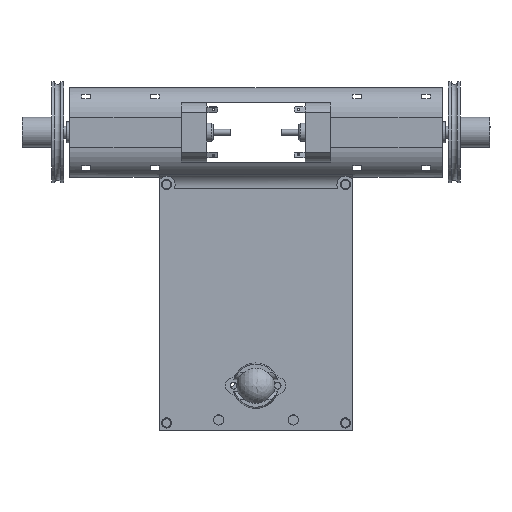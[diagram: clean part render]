
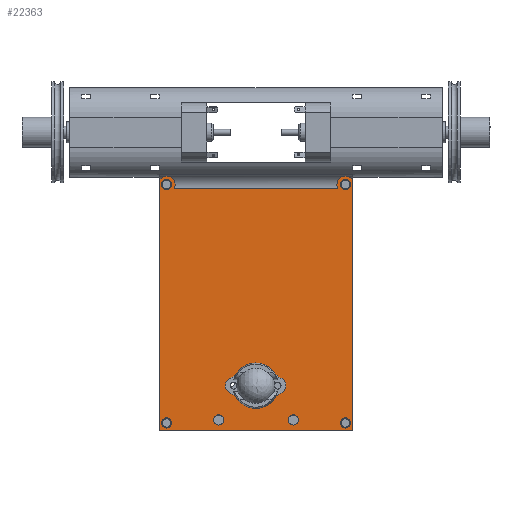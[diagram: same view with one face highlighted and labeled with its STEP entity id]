
A CAD part, front view. The second image highlights one B-rep face of the part: STEP entity #22363.
In plain terms, the highlighted planar face has unit normal (0, -1, 0).
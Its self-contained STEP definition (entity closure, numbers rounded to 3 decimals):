
#378=FACE_BOUND('',#7812,.T.);
#379=FACE_BOUND('',#7813,.T.);
#380=FACE_BOUND('',#7814,.T.);
#381=FACE_BOUND('',#7815,.T.);
#382=FACE_BOUND('',#7816,.T.);
#383=FACE_BOUND('',#7817,.T.);
#384=FACE_BOUND('',#7818,.T.);
#385=FACE_BOUND('',#7819,.T.);
#801=PLANE('',#23634);
#2008=LINE('',#36142,#4376);
#2012=LINE('',#36153,#4380);
#2014=LINE('',#36159,#4382);
#2022=LINE('',#36192,#4390);
#4376=VECTOR('',#25811,10.);
#4380=VECTOR('',#25821,10.);
#4382=VECTOR('',#25827,10.);
#4390=VECTOR('',#25863,10.);
#6590=FACE_OUTER_BOUND('',#7811,.T.);
#7811=EDGE_LOOP('',(#16846,#16847,#16848,#16849,#16850,#16851));
#7812=EDGE_LOOP('',(#16852));
#7813=EDGE_LOOP('',(#16853));
#7814=EDGE_LOOP('',(#16854));
#7815=EDGE_LOOP('',(#16855));
#7816=EDGE_LOOP('',(#16856));
#7817=EDGE_LOOP('',(#16857));
#7818=EDGE_LOOP('',(#16858));
#7819=EDGE_LOOP('',(#16859));
#9468=CIRCLE('',#23612,2.85);
#9469=CIRCLE('',#23614,2.85);
#9474=CIRCLE('',#23623,1.7);
#9476=CIRCLE('',#23626,1.7);
#9478=CIRCLE('',#23629,1.7);
#9480=CIRCLE('',#23632,1.7);
#9482=CIRCLE('',#23635,1.4);
#9483=CIRCLE('',#23636,1.7);
#9484=CIRCLE('',#23637,1.4);
#9485=CIRCLE('',#23638,1.7);
#10229=VERTEX_POINT('',#36082);
#10230=VERTEX_POINT('',#36107);
#10231=VERTEX_POINT('',#36111);
#10233=VERTEX_POINT('',#36137);
#10234=VERTEX_POINT('',#36141);
#10240=VERTEX_POINT('',#36158);
#10244=VERTEX_POINT('',#36168);
#10246=VERTEX_POINT('',#36174);
#10248=VERTEX_POINT('',#36180);
#10250=VERTEX_POINT('',#36186);
#10252=VERTEX_POINT('',#36193);
#10253=VERTEX_POINT('',#36195);
#10254=VERTEX_POINT('',#36197);
#10255=VERTEX_POINT('',#36199);
#12668=EDGE_CURVE('',#10230,#10229,#9468,.T.);
#12670=EDGE_CURVE('',#10231,#10233,#9469,.T.);
#12672=EDGE_CURVE('',#10234,#10230,#2008,.T.);
#12678=EDGE_CURVE('',#10229,#10231,#2012,.T.);
#12681=EDGE_CURVE('',#10240,#10233,#2014,.T.);
#12686=EDGE_CURVE('',#10244,#10244,#9474,.T.);
#12689=EDGE_CURVE('',#10246,#10246,#9476,.T.);
#12692=EDGE_CURVE('',#10248,#10248,#9478,.T.);
#12695=EDGE_CURVE('',#10250,#10250,#9480,.T.);
#12698=EDGE_CURVE('',#10234,#10240,#2022,.T.);
#12699=EDGE_CURVE('',#10252,#10252,#9482,.T.);
#12700=EDGE_CURVE('',#10253,#10253,#9483,.T.);
#12701=EDGE_CURVE('',#10254,#10254,#9484,.T.);
#12702=EDGE_CURVE('',#10255,#10255,#9485,.T.);
#16846=ORIENTED_EDGE('',*,*,#12672,.F.);
#16847=ORIENTED_EDGE('',*,*,#12698,.T.);
#16848=ORIENTED_EDGE('',*,*,#12681,.T.);
#16849=ORIENTED_EDGE('',*,*,#12670,.F.);
#16850=ORIENTED_EDGE('',*,*,#12678,.F.);
#16851=ORIENTED_EDGE('',*,*,#12668,.F.);
#16852=ORIENTED_EDGE('',*,*,#12695,.F.);
#16853=ORIENTED_EDGE('',*,*,#12689,.F.);
#16854=ORIENTED_EDGE('',*,*,#12699,.F.);
#16855=ORIENTED_EDGE('',*,*,#12700,.F.);
#16856=ORIENTED_EDGE('',*,*,#12701,.F.);
#16857=ORIENTED_EDGE('',*,*,#12702,.F.);
#16858=ORIENTED_EDGE('',*,*,#12692,.T.);
#16859=ORIENTED_EDGE('',*,*,#12686,.T.);
#22363=ADVANCED_FACE('',(#6590,#378,#379,#380,#381,#382,#383,#384,#385),
#801,.T.);
#23612=AXIS2_PLACEMENT_3D('',#36109,#25802,#25803);
#23614=AXIS2_PLACEMENT_3D('',#36138,#25806,#25807);
#23623=AXIS2_PLACEMENT_3D('',#36169,#25835,#25836);
#23626=AXIS2_PLACEMENT_3D('',#36175,#25842,#25843);
#23629=AXIS2_PLACEMENT_3D('',#36181,#25849,#25850);
#23632=AXIS2_PLACEMENT_3D('',#36187,#25856,#25857);
#23634=AXIS2_PLACEMENT_3D('',#36191,#25861,#25862);
#23635=AXIS2_PLACEMENT_3D('',#36194,#25864,#25865);
#23636=AXIS2_PLACEMENT_3D('',#36196,#25866,#25867);
#23637=AXIS2_PLACEMENT_3D('',#36198,#25868,#25869);
#23638=AXIS2_PLACEMENT_3D('',#36200,#25870,#25871);
#25802=DIRECTION('center_axis',(0.,1.,0.));
#25803=DIRECTION('ref_axis',(1.,0.,0.));
#25806=DIRECTION('center_axis',(0.,1.,0.));
#25807=DIRECTION('ref_axis',(1.,0.,0.));
#25811=DIRECTION('',(0.,0.,1.));
#25821=DIRECTION('',(1.,0.,0.));
#25827=DIRECTION('',(0.,0.,1.));
#25835=DIRECTION('center_axis',(0.,1.,0.));
#25836=DIRECTION('ref_axis',(1.,0.,0.));
#25842=DIRECTION('center_axis',(0.,-1.,0.));
#25843=DIRECTION('ref_axis',(1.,0.,0.));
#25849=DIRECTION('center_axis',(0.,1.,0.));
#25850=DIRECTION('ref_axis',(1.,0.,0.));
#25856=DIRECTION('center_axis',(0.,-1.,0.));
#25857=DIRECTION('ref_axis',(1.,0.,0.));
#25861=DIRECTION('center_axis',(0.,-1.,0.));
#25862=DIRECTION('ref_axis',(0.,0.,-1.));
#25863=DIRECTION('',(1.,0.,0.));
#25864=DIRECTION('center_axis',(0.,-1.,0.));
#25865=DIRECTION('ref_axis',(1.,0.,0.));
#25866=DIRECTION('center_axis',(0.,-1.,0.));
#25867=DIRECTION('ref_axis',(1.,0.,0.));
#25868=DIRECTION('center_axis',(0.,-1.,0.));
#25869=DIRECTION('ref_axis',(1.,0.,0.));
#25870=DIRECTION('center_axis',(0.,-1.,0.));
#25871=DIRECTION('ref_axis',(1.,0.,0.));
#36082=CARTESIAN_POINT('',(-27.438,9.,-3.748));
#36107=CARTESIAN_POINT('',(-32.5,9.,-1.132));
#36109=CARTESIAN_POINT('Origin',(-30.,9.,-2.5));
#36111=CARTESIAN_POINT('',(27.438,9.,-3.748));
#36137=CARTESIAN_POINT('',(32.5,9.,-1.132));
#36138=CARTESIAN_POINT('Origin',(30.,9.,-2.5));
#36141=CARTESIAN_POINT('',(-32.5,9.,-85.));
#36142=CARTESIAN_POINT('',(-32.5,9.,-1.25));
#36153=CARTESIAN_POINT('',(31.25,9.,-3.748));
#36158=CARTESIAN_POINT('',(32.5,9.,-85.));
#36159=CARTESIAN_POINT('',(32.5,9.,-21.25));
#36168=CARTESIAN_POINT('',(-31.7,9.,-82.5));
#36169=CARTESIAN_POINT('Origin',(-30.,9.,-82.5));
#36174=CARTESIAN_POINT('',(28.3,9.,-2.5));
#36175=CARTESIAN_POINT('Origin',(30.,9.,-2.5));
#36180=CARTESIAN_POINT('',(28.3,9.,-82.5));
#36181=CARTESIAN_POINT('Origin',(30.,9.,-82.5));
#36186=CARTESIAN_POINT('',(-31.7,9.,-2.5));
#36187=CARTESIAN_POINT('Origin',(-30.,9.,-2.5));
#36191=CARTESIAN_POINT('Origin',(0.,9.,-42.5));
#36192=CARTESIAN_POINT('',(16.25,9.,-85.));
#36193=CARTESIAN_POINT('',(5.85,9.,-70.));
#36194=CARTESIAN_POINT('Origin',(7.25,9.,-70.));
#36195=CARTESIAN_POINT('',(10.8,9.,-81.5));
#36196=CARTESIAN_POINT('Origin',(12.5,9.,-81.5));
#36197=CARTESIAN_POINT('',(-8.65,9.,-70.));
#36198=CARTESIAN_POINT('Origin',(-7.25,9.,-70.));
#36199=CARTESIAN_POINT('',(-14.2,9.,-81.5));
#36200=CARTESIAN_POINT('Origin',(-12.5,9.,-81.5));
